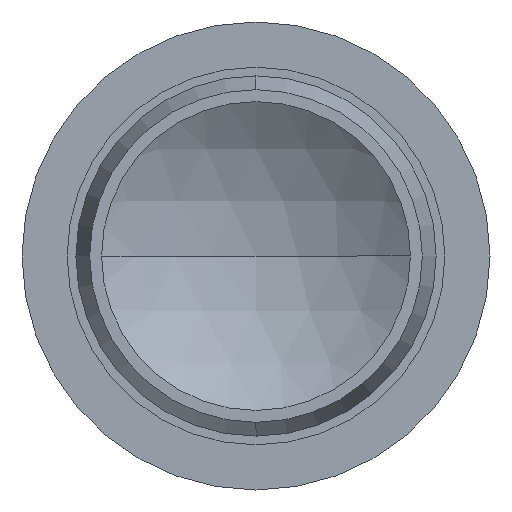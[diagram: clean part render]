
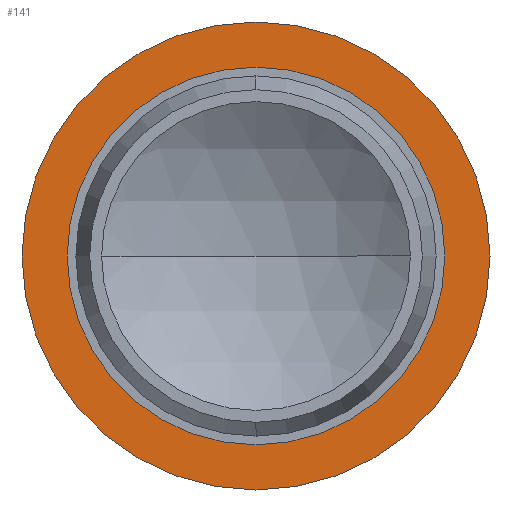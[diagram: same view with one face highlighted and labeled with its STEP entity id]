
A CAD part, left-side view. The second image highlights one B-rep face of the part: STEP entity #141.
In plain terms, the highlighted planar face has unit normal (-1, 0, 0).
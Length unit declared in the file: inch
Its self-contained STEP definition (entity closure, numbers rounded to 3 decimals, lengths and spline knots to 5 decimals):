
#5 = VERTEX_POINT ( 'NONE', #384 ) ;
#34 = PLANE ( 'NONE',  #339 ) ;
#36 = CIRCLE ( 'NONE', #351, 0.0795 ) ;
#45 = DIRECTION ( 'NONE',  ( 0., 0., 1. ) ) ;
#47 = EDGE_CURVE ( 'NONE', #208, #5, #226, .T. ) ;
#56 = EDGE_CURVE ( 'NONE', #171, #352, #425, .T. ) ;
#77 = DIRECTION ( 'NONE',  ( -1., 0., 0. ) ) ;
#79 = CARTESIAN_POINT ( 'NONE',  ( 0., 0., 0. ) ) ;
#92 = AXIS2_PLACEMENT_3D ( 'NONE', #180, #187, #260 ) ;
#97 = ORIENTED_EDGE ( 'NONE', *, *, #47, .T. ) ;
#103 = FACE_BOUND ( 'NONE', #334, .T. ) ;
#118 = AXIS2_PLACEMENT_3D ( 'NONE', #302, #297, #250 ) ;
#130 = CIRCLE ( 'NONE', #305, 0.0985 ) ;
#141 = ADVANCED_FACE ( 'NONE', ( #201, #103 ), #34, .F. ) ;
#142 = ORIENTED_EDGE ( 'NONE', *, *, #383, .F. ) ;
#171 = VERTEX_POINT ( 'NONE', #426 ) ;
#180 = CARTESIAN_POINT ( 'NONE',  ( 0., 0., 0. ) ) ;
#186 = CARTESIAN_POINT ( 'NONE',  ( 0., 0., -0.0985 ) ) ;
#187 = DIRECTION ( 'NONE',  ( -1., 0., 0. ) ) ;
#189 = CARTESIAN_POINT ( 'NONE',  ( 0., 0., 0.0795 ) ) ;
#201 = FACE_OUTER_BOUND ( 'NONE', #390, .T. ) ;
#208 = VERTEX_POINT ( 'NONE', #186 ) ;
#226 = CIRCLE ( 'NONE', #118, 0.0985 ) ;
#250 = DIRECTION ( 'NONE',  ( 0., 0., 1. ) ) ;
#260 = DIRECTION ( 'NONE',  ( 0., 0., 1. ) ) ;
#273 = ORIENTED_EDGE ( 'NONE', *, *, #349, .T. ) ;
#295 = DIRECTION ( 'NONE',  ( 0., 0., 1. ) ) ;
#297 = DIRECTION ( 'NONE',  ( -1., 0., 0. ) ) ;
#298 = DIRECTION ( 'NONE',  ( -1., 0., 0. ) ) ;
#302 = CARTESIAN_POINT ( 'NONE',  ( 0., 0., 0. ) ) ;
#305 = AXIS2_PLACEMENT_3D ( 'NONE', #333, #298, #295 ) ;
#333 = CARTESIAN_POINT ( 'NONE',  ( 0., 0., 0. ) ) ;
#334 = EDGE_LOOP ( 'NONE', ( #484, #142 ) ) ;
#339 = AXIS2_PLACEMENT_3D ( 'NONE', #429, #381, #376 ) ;
#349 = EDGE_CURVE ( 'NONE', #5, #208, #130, .T. ) ;
#351 = AXIS2_PLACEMENT_3D ( 'NONE', #79, #77, #45 ) ;
#352 = VERTEX_POINT ( 'NONE', #189 ) ;
#376 = DIRECTION ( 'NONE',  ( 0., 0., -1. ) ) ;
#381 = DIRECTION ( 'NONE',  ( 1., 0., 0. ) ) ;
#383 = EDGE_CURVE ( 'NONE', #352, #171, #36, .T. ) ;
#384 = CARTESIAN_POINT ( 'NONE',  ( 0., 0., 0.0985 ) ) ;
#390 = EDGE_LOOP ( 'NONE', ( #273, #97 ) ) ;
#425 = CIRCLE ( 'NONE', #92, 0.0795 ) ;
#426 = CARTESIAN_POINT ( 'NONE',  ( 0., 0., -0.0795 ) ) ;
#429 = CARTESIAN_POINT ( 'NONE',  ( 0., 0., 0. ) ) ;
#484 = ORIENTED_EDGE ( 'NONE', *, *, #56, .F. ) ;
